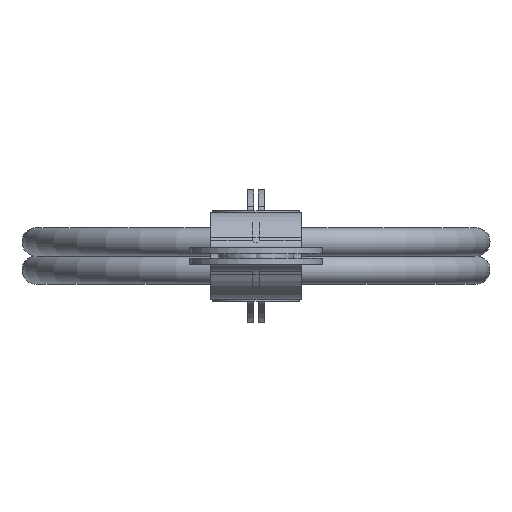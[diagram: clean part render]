
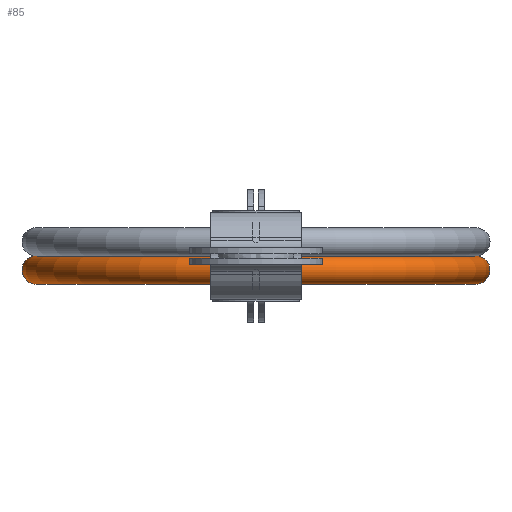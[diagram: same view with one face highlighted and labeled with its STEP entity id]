
A CAD part, left-side view. The second image highlights one B-rep face of the part: STEP entity #85.
In plain terms, the highlighted toroidal (fillet/blend) face has major radius 13.15 mm and minor radius 0.85 mm.
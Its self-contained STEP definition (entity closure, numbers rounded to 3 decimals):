
#85 = ADVANCED_FACE( '', ( #218, #219, #220, #221, #222 ), #223, .T. );
#218 = FACE_BOUND( '', #427, .T. );
#219 = FACE_OUTER_BOUND( '', #428, .T. );
#220 = FACE_BOUND( '', #429, .T. );
#221 = FACE_OUTER_BOUND( '', #430, .T. );
#222 = FACE_BOUND( '', #431, .T. );
#223 = TOROIDAL_SURFACE( '', #432, 13.15, 0.85 );
#427 = VERTEX_LOOP( '', #648 );
#428 = EDGE_LOOP( '', ( #649 ) );
#429 = EDGE_LOOP( '', ( #650, #651, #652, #653 ) );
#430 = EDGE_LOOP( '', ( #654 ) );
#431 = EDGE_LOOP( '', ( #655, #656, #657, #658 ) );
#432 = AXIS2_PLACEMENT_3D( '', #659, #660, #661 );
#648 = VERTEX_POINT( '', #1190 );
#649 = ORIENTED_EDGE( '', *, *, #1191, .T. );
#650 = ORIENTED_EDGE( '', *, *, #1192, .F. );
#651 = ORIENTED_EDGE( '', *, *, #1193, .T. );
#652 = ORIENTED_EDGE( '', *, *, #1194, .F. );
#653 = ORIENTED_EDGE( '', *, *, #1195, .T. );
#654 = ORIENTED_EDGE( '', *, *, #1196, .F. );
#655 = ORIENTED_EDGE( '', *, *, #1197, .F. );
#656 = ORIENTED_EDGE( '', *, *, #1174, .T. );
#657 = ORIENTED_EDGE( '', *, *, #1198, .F. );
#658 = ORIENTED_EDGE( '', *, *, #1199, .T. );
#659 = CARTESIAN_POINT( '', ( 174.8, 0., -0.84 ) );
#660 = DIRECTION( '', ( 0., 0., -1. ) );
#661 = DIRECTION( '', ( -1., 0., 0. ) );
#1174 = EDGE_CURVE( '', #1398, #1396, #1399, .T. );
#1190 = CARTESIAN_POINT( '', ( 160.8, 0., -0.84 ) );
#1191 = EDGE_CURVE( '', #1427, #1427, #1428, .T. );
#1192 = EDGE_CURVE( '', #1429, #1430, #1431, .T. );
#1193 = EDGE_CURVE( '', #1429, #1432, #1433, .T. );
#1194 = EDGE_CURVE( '', #1434, #1432, #1435, .T. );
#1195 = EDGE_CURVE( '', #1434, #1430, #1436, .T. );
#1196 = EDGE_CURVE( '', #1437, #1437, #1438, .T. );
#1197 = EDGE_CURVE( '', #1398, #1439, #1440, .T. );
#1198 = EDGE_CURVE( '', #1441, #1396, #1442, .T. );
#1199 = EDGE_CURVE( '', #1441, #1439, #1443, .T. );
#1396 = VERTEX_POINT( '', #1720 );
#1398 = VERTEX_POINT( '', #1722 );
#1399 = B_SPLINE_CURVE_WITH_KNOTS( '', 3, ( #1723, #1724, #1725, #1726 ), .UNSPECIFIED., .F., .F., ( 4, 4 ), ( 0., 0. ), .UNSPECIFIED. );
#1427 = VERTEX_POINT( '', #1760 );
#1428 = CIRCLE( '', #1761, 13.28 );
#1429 = VERTEX_POINT( '', #1762 );
#1430 = VERTEX_POINT( '', #1763 );
#1431 = B_SPLINE_CURVE_WITH_KNOTS( '', 3, ( #1764, #1765, #1766, #1767, #1768, #1769, #1770, #1771, #1772, #1773 ), .UNSPECIFIED., .F., .F., ( 4, 2, 2, 2, 4 ), ( 0.003, 0.003, 0.004, 0.004, 0.004 ), .UNSPECIFIED. );
#1432 = VERTEX_POINT( '', #1774 );
#1433 = B_SPLINE_CURVE_WITH_KNOTS( '', 3, ( #1775, #1776, #1777, #1778 ), .UNSPECIFIED., .F., .F., ( 4, 4 ), ( 0., 0. ), .UNSPECIFIED. );
#1434 = VERTEX_POINT( '', #1779 );
#1435 = B_SPLINE_CURVE_WITH_KNOTS( '', 3, ( #1780, #1781, #1782, #1783, #1784, #1785, #1786, #1787, #1788, #1789 ), .UNSPECIFIED., .F., .F., ( 4, 2, 2, 2, 4 ), ( 0.001, 0.001, 0.002, 0.002, 0.002 ), .UNSPECIFIED. );
#1436 = B_SPLINE_CURVE_WITH_KNOTS( '', 3, ( #1790, #1791, #1792, #1793 ), .UNSPECIFIED., .F., .F., ( 4, 4 ), ( 0., 0. ), .UNSPECIFIED. );
#1437 = VERTEX_POINT( '', #1794 );
#1438 = CIRCLE( '', #1795, 13.02 );
#1439 = VERTEX_POINT( '', #1796 );
#1440 = B_SPLINE_CURVE_WITH_KNOTS( '', 3, ( #1797, #1798, #1799, #1800, #1801, #1802, #1803, #1804, #1805, #1806 ), .UNSPECIFIED., .F., .F., ( 4, 2, 2, 2, 4 ), ( 0.003, 0.003, 0.004, 0.004, 0.004 ), .UNSPECIFIED. );
#1441 = VERTEX_POINT( '', #1807 );
#1442 = B_SPLINE_CURVE_WITH_KNOTS( '', 3, ( #1808, #1809, #1810, #1811, #1812, #1813, #1814, #1815, #1816, #1817 ), .UNSPECIFIED., .F., .F., ( 4, 2, 2, 2, 4 ), ( 0.001, 0.001, 0.002, 0.002, 0.002 ), .UNSPECIFIED. );
#1443 = B_SPLINE_CURVE_WITH_KNOTS( '', 3, ( #1818, #1819, #1820, #1821 ), .UNSPECIFIED., .F., .F., ( 4, 4 ), ( 0., 0. ), .UNSPECIFIED. );
#1720 = CARTESIAN_POINT( '', ( 162.446, 0.5, -0.516 ) );
#1722 = CARTESIAN_POINT( '', ( 162.443, 0.13, -0.532 ) );
#1723 = CARTESIAN_POINT( '', ( 162.443, 0.13, -0.532 ) );
#1724 = CARTESIAN_POINT( '', ( 162.443, 0.253, -0.53 ) );
#1725 = CARTESIAN_POINT( '', ( 162.444, 0.377, -0.524 ) );
#1726 = CARTESIAN_POINT( '', ( 162.446, 0.5, -0.516 ) );
#1760 = CARTESIAN_POINT( '', ( 161.52, 0., 0. ) );
#1761 = AXIS2_PLACEMENT_3D( '', #2334, #2335, #2336 );
#1762 = CARTESIAN_POINT( '', ( 162.446, -0.5, -0.516 ) );
#1763 = CARTESIAN_POINT( '', ( 161.865, -0.5, -1.665 ) );
#1764 = CARTESIAN_POINT( '', ( 162.446, -0.5, -0.516 ) );
#1765 = CARTESIAN_POINT( '', ( 162.492, -0.5, -0.628 ) );
#1766 = CARTESIAN_POINT( '', ( 162.514, -0.5, -0.752 ) );
#1767 = CARTESIAN_POINT( '', ( 162.505, -0.5, -0.994 ) );
#1768 = CARTESIAN_POINT( '', ( 162.474, -0.5, -1.114 ) );
#1769 = CARTESIAN_POINT( '', ( 162.363, -0.5, -1.333 ) );
#1770 = CARTESIAN_POINT( '', ( 162.285, -0.5, -1.429 ) );
#1771 = CARTESIAN_POINT( '', ( 162.095, -0.5, -1.581 ) );
#1772 = CARTESIAN_POINT( '', ( 161.983, -0.5, -1.636 ) );
#1773 = CARTESIAN_POINT( '', ( 161.865, -0.5, -1.665 ) );
#1774 = CARTESIAN_POINT( '', ( 162.443, -0.13, -0.532 ) );
#1775 = CARTESIAN_POINT( '', ( 162.446, -0.5, -0.516 ) );
#1776 = CARTESIAN_POINT( '', ( 162.444, -0.377, -0.524 ) );
#1777 = CARTESIAN_POINT( '', ( 162.443, -0.253, -0.53 ) );
#1778 = CARTESIAN_POINT( '', ( 162.443, -0.13, -0.532 ) );
#1779 = CARTESIAN_POINT( '', ( 161.868, -0.13, -1.662 ) );
#1780 = CARTESIAN_POINT( '', ( 161.868, -0.13, -1.662 ) );
#1781 = CARTESIAN_POINT( '', ( 161.983, -0.13, -1.631 ) );
#1782 = CARTESIAN_POINT( '', ( 162.092, -0.13, -1.576 ) );
#1783 = CARTESIAN_POINT( '', ( 162.277, -0.13, -1.427 ) );
#1784 = CARTESIAN_POINT( '', ( 162.354, -0.13, -1.332 ) );
#1785 = CARTESIAN_POINT( '', ( 162.462, -0.13, -1.12 ) );
#1786 = CARTESIAN_POINT( '', ( 162.494, -0.13, -1.002 ) );
#1787 = CARTESIAN_POINT( '', ( 162.506, -0.13, -0.763 ) );
#1788 = CARTESIAN_POINT( '', ( 162.486, -0.13, -0.643 ) );
#1789 = CARTESIAN_POINT( '', ( 162.443, -0.13, -0.532 ) );
#1790 = CARTESIAN_POINT( '', ( 161.868, -0.13, -1.662 ) );
#1791 = CARTESIAN_POINT( '', ( 161.867, -0.253, -1.662 ) );
#1792 = CARTESIAN_POINT( '', ( 161.866, -0.377, -1.663 ) );
#1793 = CARTESIAN_POINT( '', ( 161.865, -0.5, -1.665 ) );
#1794 = CARTESIAN_POINT( '', ( 161.78, 0., 0. ) );
#1795 = AXIS2_PLACEMENT_3D( '', #2337, #2338, #2339 );
#1796 = CARTESIAN_POINT( '', ( 161.868, 0.13, -1.662 ) );
#1797 = CARTESIAN_POINT( '', ( 162.443, 0.13, -0.532 ) );
#1798 = CARTESIAN_POINT( '', ( 162.486, 0.13, -0.642 ) );
#1799 = CARTESIAN_POINT( '', ( 162.506, 0.13, -0.763 ) );
#1800 = CARTESIAN_POINT( '', ( 162.494, 0.13, -1.001 ) );
#1801 = CARTESIAN_POINT( '', ( 162.463, 0.13, -1.118 ) );
#1802 = CARTESIAN_POINT( '', ( 162.354, 0.13, -1.332 ) );
#1803 = CARTESIAN_POINT( '', ( 162.277, 0.13, -1.427 ) );
#1804 = CARTESIAN_POINT( '', ( 162.092, 0.13, -1.576 ) );
#1805 = CARTESIAN_POINT( '', ( 161.982, 0.13, -1.632 ) );
#1806 = CARTESIAN_POINT( '', ( 161.868, 0.13, -1.662 ) );
#1807 = CARTESIAN_POINT( '', ( 161.865, 0.5, -1.665 ) );
#1808 = CARTESIAN_POINT( '', ( 161.865, 0.5, -1.665 ) );
#1809 = CARTESIAN_POINT( '', ( 161.983, 0.5, -1.635 ) );
#1810 = CARTESIAN_POINT( '', ( 162.095, 0.5, -1.58 ) );
#1811 = CARTESIAN_POINT( '', ( 162.285, 0.5, -1.429 ) );
#1812 = CARTESIAN_POINT( '', ( 162.364, 0.5, -1.332 ) );
#1813 = CARTESIAN_POINT( '', ( 162.473, 0.5, -1.116 ) );
#1814 = CARTESIAN_POINT( '', ( 162.505, 0.5, -0.996 ) );
#1815 = CARTESIAN_POINT( '', ( 162.514, 0.5, -0.751 ) );
#1816 = CARTESIAN_POINT( '', ( 162.492, 0.5, -0.629 ) );
#1817 = CARTESIAN_POINT( '', ( 162.446, 0.5, -0.516 ) );
#1818 = CARTESIAN_POINT( '', ( 161.865, 0.5, -1.665 ) );
#1819 = CARTESIAN_POINT( '', ( 161.866, 0.377, -1.663 ) );
#1820 = CARTESIAN_POINT( '', ( 161.867, 0.253, -1.662 ) );
#1821 = CARTESIAN_POINT( '', ( 161.868, 0.13, -1.662 ) );
#2334 = CARTESIAN_POINT( '', ( 174.8, 0., 0. ) );
#2335 = DIRECTION( '', ( 0., 0., -1. ) );
#2336 = DIRECTION( '', ( -1., 0., 0. ) );
#2337 = CARTESIAN_POINT( '', ( 174.8, 0., 0. ) );
#2338 = DIRECTION( '', ( 0., 0., -1. ) );
#2339 = DIRECTION( '', ( -1., 0., 0. ) );
